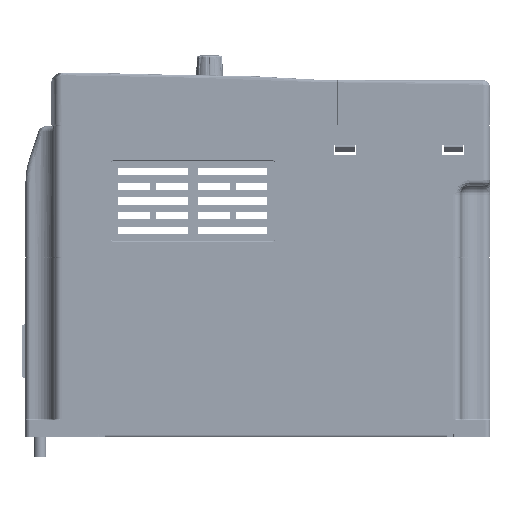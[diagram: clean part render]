
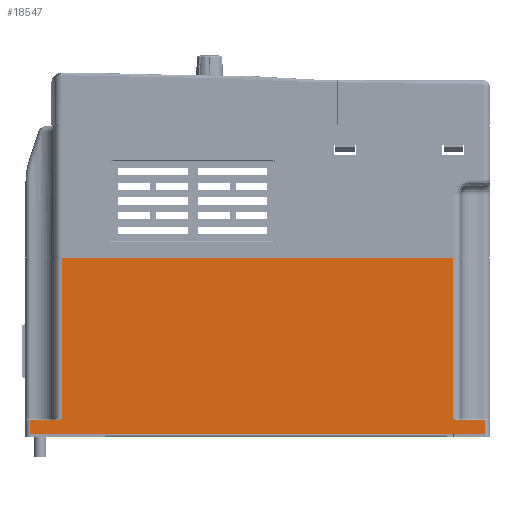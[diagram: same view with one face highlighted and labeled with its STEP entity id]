
A CAD part, left-side view. The second image highlights one B-rep face of the part: STEP entity #18547.
In plain terms, the highlighted planar face has unit normal (-1, 0, 0).
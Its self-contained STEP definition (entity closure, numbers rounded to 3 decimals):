
#1168=DIRECTION('',(0.,1.,0.));
#1169=VECTOR('',#1168,10.9);
#1170=CARTESIAN_POINT('',(-55.,-93.,-66.7));
#1171=LINE('',#1170,#1169);
#1175=CARTESIAN_POINT('',(-55.,-82.1,
-66.7));
#1176=CARTESIAN_POINT('',(-55.,-81.892,
-66.695));
#1177=CARTESIAN_POINT('',(-55.,-81.459,
-66.637));
#1178=CARTESIAN_POINT('',(-55.,-80.768,
-66.378));
#1179=CARTESIAN_POINT('',(-55.,-80.262,-66.14));
#1180=CARTESIAN_POINT('',(-55.,-80.,-66.));
#1193=DIRECTION('',(0.,1.,0.));
#1194=VECTOR('',#1193,186.);
#1195=CARTESIAN_POINT('',(-55.,-93.,-72.5));
#1196=LINE('',#1195,#1194);
#1207=DIRECTION('',(0.,0.,-1.));
#1208=VECTOR('',#1207,5.8);
#1209=CARTESIAN_POINT('',(-55.,93.,-66.7));
#1210=LINE('',#1209,#1208);
#1687=DIRECTION('',(0.,1.,0.));
#1688=VECTOR('',#1687,160.157);
#1689=CARTESIAN_POINT('',(-55.,-80.,-0.5));
#1690=LINE('',#1689,#1688);
#2843=DIRECTION('',(0.,0.,1.));
#2844=VECTOR('',#2843,65.5);
#2845=CARTESIAN_POINT('',(-55.,-80.,-66.));
#2846=LINE('',#2845,#2844);
#2923=DIRECTION('',(0.,0.,-1.));
#2924=VECTOR('',#2923,65.5);
#2925=CARTESIAN_POINT('',(-55.,80.157,-0.5));
#2926=LINE('',#2925,#2924);
#2963=CARTESIAN_POINT('',(-55.,80.157,-66.));
#2964=CARTESIAN_POINT('',(-55.,80.398,-66.131));
#2965=CARTESIAN_POINT('',(-55.,80.876,
-66.357));
#2966=CARTESIAN_POINT('',(-55.,81.645,
-66.647));
#2967=CARTESIAN_POINT('',(-55.,82.061,
-66.7));
#2968=CARTESIAN_POINT('',(-55.,82.257,
-66.7));
#2988=DIRECTION('',(0.,1.,0.));
#2989=VECTOR('',#2988,10.743);
#2990=CARTESIAN_POINT('',(-55.,82.257,
-66.7));
#2991=LINE('',#2990,#2989);
#14087=DIRECTION('',(0.,0.,1.));
#14088=VECTOR('',#14087,5.8);
#14089=CARTESIAN_POINT('',(-55.,-93.,-72.5));
#14090=LINE('',#14089,#14088);
#15135=CARTESIAN_POINT('',(-55.,93.,-72.5));
#15136=VERTEX_POINT('',#15135);
#15137=CARTESIAN_POINT('',(-55.,-93.,-72.5));
#15138=VERTEX_POINT('',#15137);
#15433=CARTESIAN_POINT('',(-55.,-93.,-66.7));
#15435=VERTEX_POINT('',#15433);
#15438=CARTESIAN_POINT('',(-55.,-82.1,-66.7));
#15440=VERTEX_POINT('',#15438);
#15441=VERTEX_POINT('',#1180);
#15442=CARTESIAN_POINT('',(-55.,93.,-66.7));
#15443=VERTEX_POINT('',#15442);
#15444=CARTESIAN_POINT('',(-55.,82.257,
-66.7));
#15445=VERTEX_POINT('',#15444);
#15446=VERTEX_POINT('',#2963);
#15447=CARTESIAN_POINT('',(-55.,80.157,-0.5));
#15448=VERTEX_POINT('',#15447);
#15449=CARTESIAN_POINT('',(-55.,-80.,-0.5));
#15450=VERTEX_POINT('',#15449);
#18523=CARTESIAN_POINT('',(-55.,95.,-72.5));
#18524=DIRECTION('',(-1.,0.,0.));
#18525=DIRECTION('',(0.,1.,0.));
#18526=AXIS2_PLACEMENT_3D('',#18523,#18524,#18525);
#18527=PLANE('',#18526);
#18529=ORIENTED_EDGE('',*,*,#18528,.F.);
#18531=ORIENTED_EDGE('',*,*,#18530,.F.);
#18533=ORIENTED_EDGE('',*,*,#18532,.F.);
#18535=ORIENTED_EDGE('',*,*,#18534,.F.);
#18537=ORIENTED_EDGE('',*,*,#18536,.F.);
#18539=ORIENTED_EDGE('',*,*,#18538,.F.);
#18540=ORIENTED_EDGE('',*,*,#18508,.F.);
#18541=ORIENTED_EDGE('',*,*,#18447,.F.);
#18543=ORIENTED_EDGE('',*,*,#18542,.F.);
#18544=ORIENTED_EDGE('',*,*,#17796,.T.);
#18545=EDGE_LOOP('',(#18529,#18531,#18533,#18535,#18537,#18539,#18540,#18541,
#18543,#18544));
#18546=FACE_OUTER_BOUND('',#18545,.F.);
#1181=B_SPLINE_CURVE_WITH_KNOTS('',3,(#1175,#1176,#1177,#1178,#1179,#1180),
.UNSPECIFIED.,.F.,.F.,(4,1,1,4),(0.,0.333,0.667,1.),
.UNSPECIFIED.);
#2969=B_SPLINE_CURVE_WITH_KNOTS('',3,(#2963,#2964,#2965,#2966,#2967,#2968),
.UNSPECIFIED.,.F.,.F.,(4,1,1,4),(0.,0.333,0.667,1.),
.UNSPECIFIED.);
#17796=EDGE_CURVE('',#15138,#15136,#1196,.T.);
#18447=EDGE_CURVE('',#15435,#15440,#1171,.T.);
#18508=EDGE_CURVE('',#15440,#15441,#1181,.T.);
#18528=EDGE_CURVE('',#15443,#15136,#1210,.T.);
#18530=EDGE_CURVE('',#15445,#15443,#2991,.T.);
#18532=EDGE_CURVE('',#15446,#15445,#2969,.T.);
#18534=EDGE_CURVE('',#15448,#15446,#2926,.T.);
#18536=EDGE_CURVE('',#15450,#15448,#1690,.T.);
#18538=EDGE_CURVE('',#15441,#15450,#2846,.T.);
#18542=EDGE_CURVE('',#15138,#15435,#14090,.T.);
#18547=ADVANCED_FACE('',(#18546),#18527,.T.);
